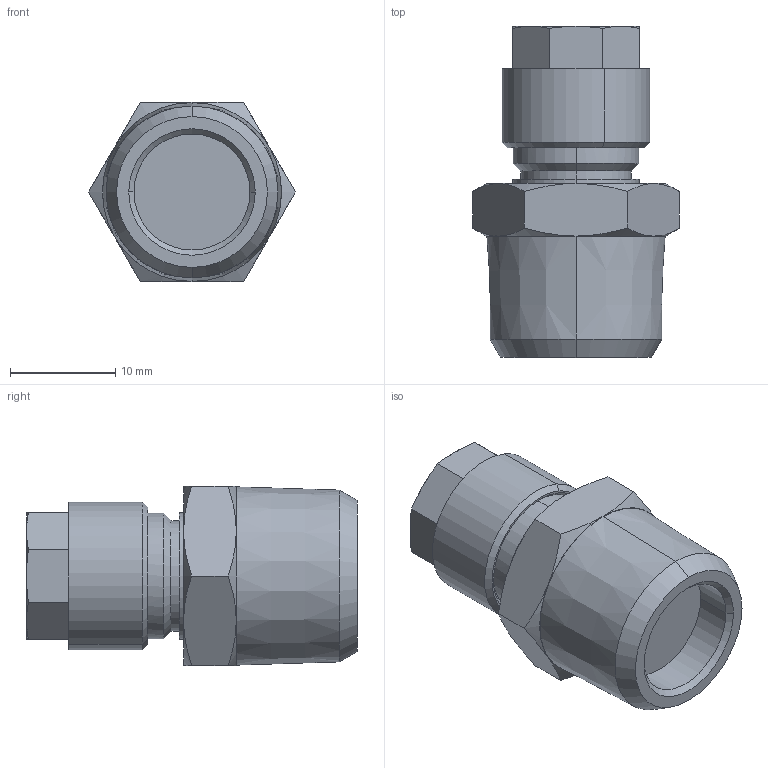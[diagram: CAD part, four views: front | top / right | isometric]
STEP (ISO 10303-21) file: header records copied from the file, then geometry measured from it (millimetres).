
FILE_DESCRIPTION (( 'STEP AP214' ), '1' );
FILE_NAME ('0100000008.step', '2012-09-28T13:16:59', ( '' ), ( '' ), 'SwSTEP 2.0', 'SolidWorks 2012', '' );
FILE_SCHEMA (( 'AUTOMOTIVE_DESIGN' ));
Length unit declared in the file: millimetre
Products named in the file (1): 0100000008
Bounding box: 19.63 x 31.4 x 17 mm (x, y, z)
Volume: 5193.5 mm3; surface area: 2206.5 mm2
Topology: 1 solids, 1 shells, 70 faces, 150 edges, 89 vertices
Faces by surface type: cone 33, plane 23, cylinder 12, torus 2
Entity records: 2011 total; most frequent: CARTESIAN_POINT 494, DIRECTION 315, ORIENTED_EDGE 300, EDGE_CURVE 150, AXIS2_PLACEMENT_3D 134, VERTEX_POINT 89, EDGE_LOOP 77, ADVANCED_FACE 70
